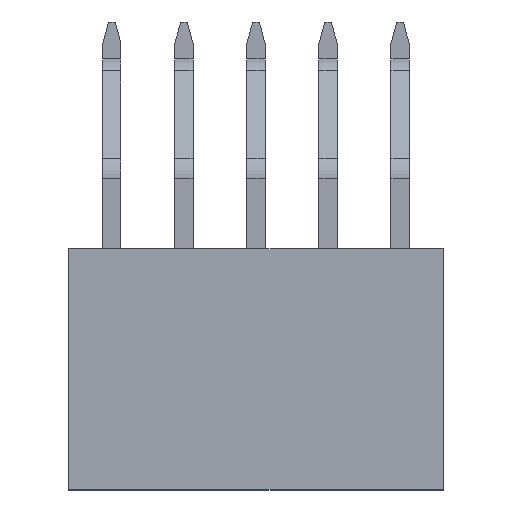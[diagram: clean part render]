
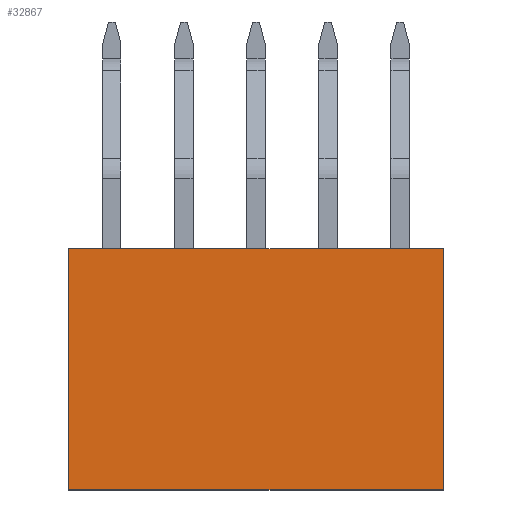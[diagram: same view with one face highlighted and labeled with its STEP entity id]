
A CAD part, top view. The second image highlights one B-rep face of the part: STEP entity #32867.
In plain terms, the highlighted planar face has unit normal (0, 0, 1).
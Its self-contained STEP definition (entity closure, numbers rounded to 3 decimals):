
#565 = VERTEX_POINT ( 'NONE', #8133 ) ;
#1342 = ORIENTED_EDGE ( 'NONE', *, *, #2065, .T. ) ;
#2065 = EDGE_CURVE ( 'NONE', #565, #13642, #22593, .T. ) ;
#3073 = ORIENTED_EDGE ( 'NONE', *, *, #10660, .T. ) ;
#4161 = DIRECTION ( 'NONE',  ( 0., -1., 0. ) ) ;
#4307 = CARTESIAN_POINT ( 'NONE',  ( -6.6, -4.25, 2.5 ) ) ;
#4360 = CARTESIAN_POINT ( 'NONE',  ( -6.6, -4.25, 2.5 ) ) ;
#4581 = EDGE_CURVE ( 'NONE', #13642, #33886, #35437, .T. ) ;
#5099 = DIRECTION ( 'NONE',  ( 0., 0., -1. ) ) ;
#6179 = AXIS2_PLACEMENT_3D ( 'NONE', #23710, #5099, #38328 ) ;
#7406 = CARTESIAN_POINT ( 'NONE',  ( -6.6, 4.25, 2.5 ) ) ;
#7846 = EDGE_LOOP ( 'NONE', ( #33512, #3073, #1342, #22056 ) ) ;
#8133 = CARTESIAN_POINT ( 'NONE',  ( -6.6, 4.25, 2.5 ) ) ;
#9028 = DIRECTION ( 'NONE',  ( 1., 0., 0. ) ) ;
#10660 = EDGE_CURVE ( 'NONE', #24099, #565, #15548, .T. ) ;
#11526 = VECTOR ( 'NONE', #19264, 1000. ) ;
#11870 = FACE_OUTER_BOUND ( 'NONE', #7846, .T. ) ;
#12726 = DIRECTION ( 'NONE',  ( 0., 1., 0. ) ) ;
#13642 = VERTEX_POINT ( 'NONE', #4307 ) ;
#15548 = LINE ( 'NONE', #7406, #11526 ) ;
#19264 = DIRECTION ( 'NONE',  ( -1., 0., 0. ) ) ;
#19438 = EDGE_CURVE ( 'NONE', #33886, #24099, #30014, .T. ) ;
#20659 = CARTESIAN_POINT ( 'NONE',  ( -6.6, -4.25, 2.5 ) ) ;
#22056 = ORIENTED_EDGE ( 'NONE', *, *, #4581, .T. ) ;
#22593 = LINE ( 'NONE', #4360, #33146 ) ;
#23657 = VECTOR ( 'NONE', #9028, 1000. ) ;
#23710 = CARTESIAN_POINT ( 'NONE',  ( 0., 0., 2.5 ) ) ;
#24099 = VERTEX_POINT ( 'NONE', #34880 ) ;
#25881 = PLANE ( 'NONE',  #6179 ) ;
#29650 = CARTESIAN_POINT ( 'NONE',  ( 6.6, -4.25, 2.5 ) ) ;
#30014 = LINE ( 'NONE', #29650, #33576 ) ;
#32867 = ADVANCED_FACE ( 'NONE', ( #11870 ), #25881, .F. ) ;
#33146 = VECTOR ( 'NONE', #4161, 1000. ) ;
#33512 = ORIENTED_EDGE ( 'NONE', *, *, #19438, .T. ) ;
#33576 = VECTOR ( 'NONE', #12726, 1000. ) ;
#33886 = VERTEX_POINT ( 'NONE', #35544 ) ;
#34880 = CARTESIAN_POINT ( 'NONE',  ( 6.6, 4.25, 2.5 ) ) ;
#35437 = LINE ( 'NONE', #20659, #23657 ) ;
#35544 = CARTESIAN_POINT ( 'NONE',  ( 6.6, -4.25, 2.5 ) ) ;
#38328 = DIRECTION ( 'NONE',  ( -1., 0., 0. ) ) ;
